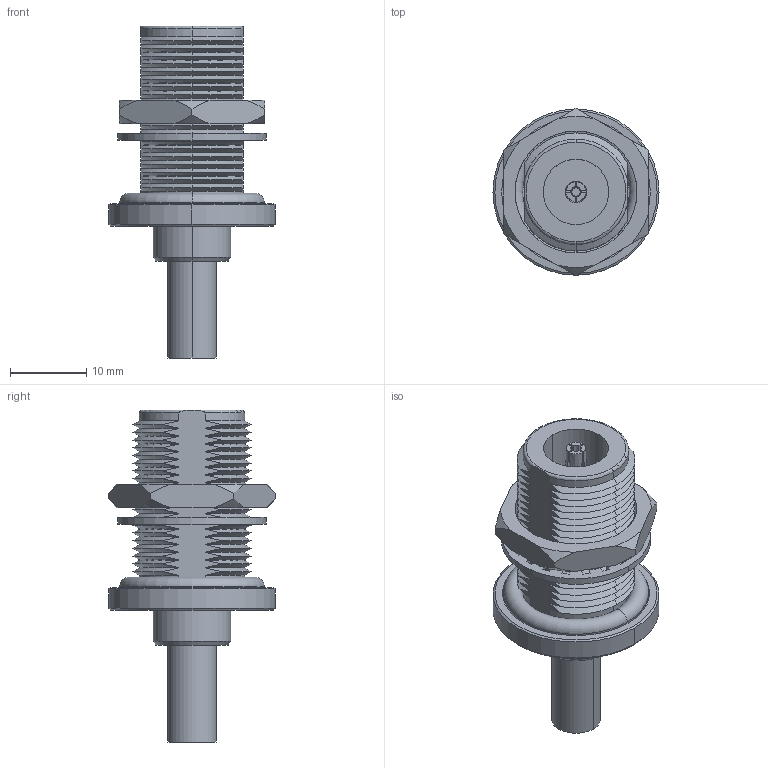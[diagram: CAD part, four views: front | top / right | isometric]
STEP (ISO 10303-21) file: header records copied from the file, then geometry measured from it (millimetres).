
FILE_DESCRIPTION (( 'STEP AP214' ), '1' );
FILE_NAME ('FMCN1751_3D.STEP', '2021-09-23T22:16:34', ( '' ), ( '' ), 'SwSTEP 2.0', 'SolidWorks 2021', '' );
FILE_SCHEMA (( 'AUTOMOTIVE_DESIGN' ));
Length unit declared in the file: inch
Products named in the file (7): ANF-3700-MA4; FMCN1751-MA3; FMCN1751-MA1; FMCN1751-MA2; FMCN1751_3D; 3AA03-013; 3AA02-017
Assembly tree (6 placements, depth 2):
  FMCN1751_3D
    FMCN1751-MA1
    FMCN1751-MA2
    FMCN1751-MA3
    3AA02-017
    3AA03-013
    ANF-3700-MA4
Bounding box: 21.8 x 22 x 43.57 mm (x, y, z)
Volume: 5226.1 mm3; surface area: 5432.8 mm2
Topology: 6 solids, 6 shells, 369 faces, 1017 edges, 665 vertices
Faces by surface type: cone 142, cylinder 138, plane 83, torus 6
Entity records: 12922 total; most frequent: CARTESIAN_POINT 3122, ORIENTED_EDGE 2034, DIRECTION 1990, EDGE_CURVE 1017, AXIS2_PLACEMENT_3D 801, VERTEX_POINT 665, CIRCLE 423, VECTOR 388
